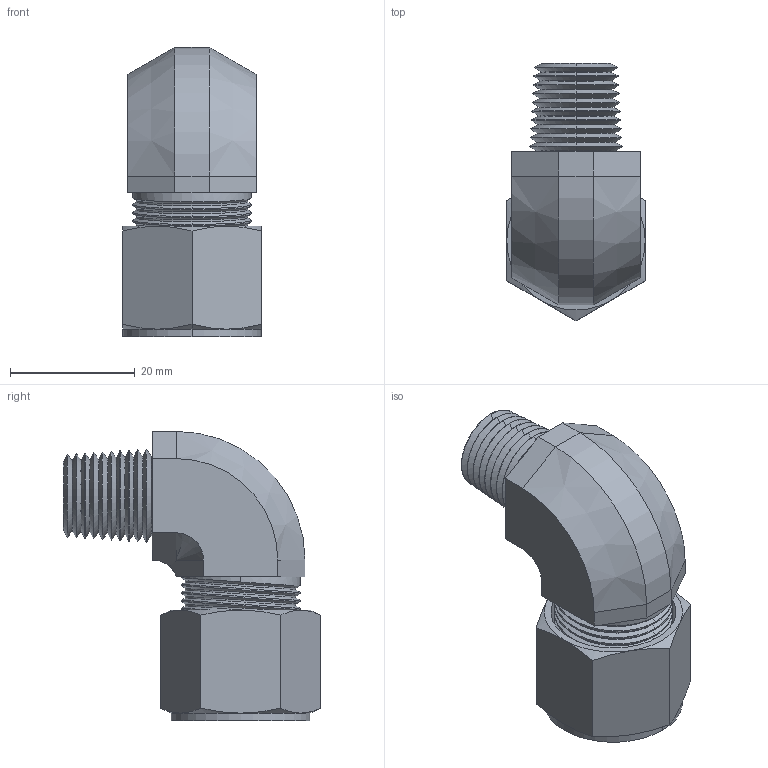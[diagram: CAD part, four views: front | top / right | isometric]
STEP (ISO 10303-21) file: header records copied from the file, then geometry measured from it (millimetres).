
FILE_DESCRIPTION (( 'STEP AP203' ), '1' );
FILE_NAME ('5182K159.step', '2008-06-23T15:04:41', ( '' ), ( '' ), 'SwSTEP 2.0', 'SolidWorks 2006233', '' );
FILE_SCHEMA (( 'CONFIG_CONTROL_DESIGN' ));
Length unit declared in the file: inch
Products named in the file (1): 5182K159
Bounding box: 22.23 x 41.28 x 46.39 mm (x, y, z)
Volume: 13783.8 mm3; surface area: 9384.4 mm2
Topology: 2 solids, 2 shells, 230 faces, 522 edges, 299 vertices
Faces by surface type: cone 146, cylinder 54, plane 28, torus 2
Entity records: 8104 total; most frequent: CARTESIAN_POINT 3023, DIRECTION 1050, ORIENTED_EDGE 1040, EDGE_CURVE 520, AXIS2_PLACEMENT_3D 411, VERTEX_POINT 299, EDGE_LOOP 239, ADVANCED_FACE 230
